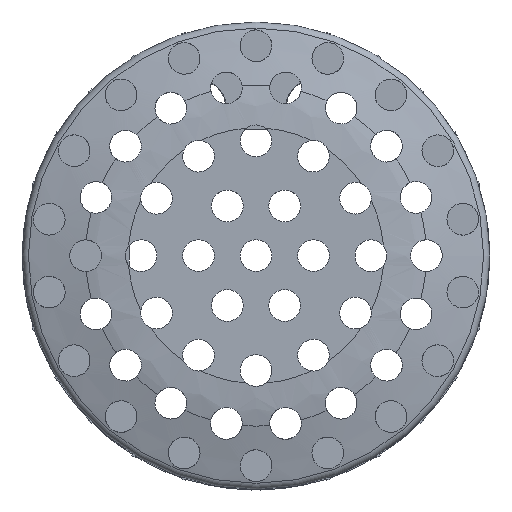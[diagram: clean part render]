
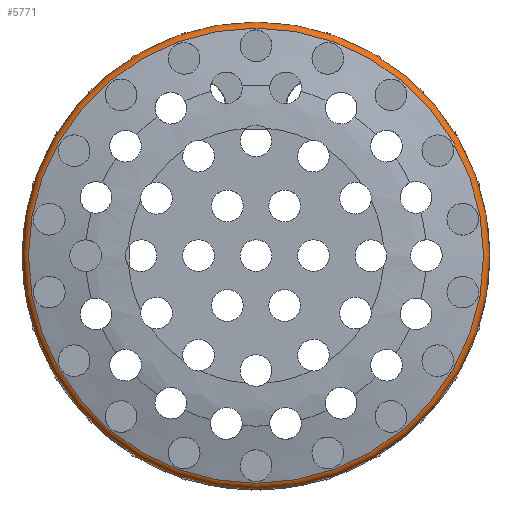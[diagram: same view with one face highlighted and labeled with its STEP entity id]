
A CAD part, top view. The second image highlights one B-rep face of the part: STEP entity #5771.
In plain terms, the highlighted toroidal (fillet/blend) face has major radius 569 mm and minor radius 21 mm.
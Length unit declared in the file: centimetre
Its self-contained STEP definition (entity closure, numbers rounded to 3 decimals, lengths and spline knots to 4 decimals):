
#121=TOROIDAL_SURFACE('',#7213,56.9,2.1);
#562=FACE_OUTER_BOUND('',#898,.T.);
#898=EDGE_LOOP('',(#5374,#5375,#5376,#5377,#5378,#5379));
#1146=CIRCLE('',#7107,57.4435);
#1147=CIRCLE('',#7108,57.4435);
#1206=CIRCLE('',#7214,59.);
#1207=CIRCLE('',#7215,2.1);
#1208=CIRCLE('',#7216,59.);
#2165=VERTEX_POINT('',#15036);
#2166=VERTEX_POINT('',#15037);
#2225=VERTEX_POINT('',#16431);
#2226=VERTEX_POINT('',#16432);
#3135=EDGE_CURVE('',#2165,#2166,#1146,.T.);
#3136=EDGE_CURVE('',#2166,#2165,#1147,.T.);
#3276=EDGE_CURVE('',#2225,#2226,#1206,.T.);
#3277=EDGE_CURVE('',#2225,#2165,#1207,.T.);
#3278=EDGE_CURVE('',#2226,#2225,#1208,.T.);
#5374=ORIENTED_EDGE('',*,*,#3276,.F.);
#5375=ORIENTED_EDGE('',*,*,#3277,.T.);
#5376=ORIENTED_EDGE('',*,*,#3135,.T.);
#5377=ORIENTED_EDGE('',*,*,#3136,.T.);
#5378=ORIENTED_EDGE('',*,*,#3277,.F.);
#5379=ORIENTED_EDGE('',*,*,#3278,.F.);
#5771=ADVANCED_FACE('',(#562),#121,.T.);
#7107=AXIS2_PLACEMENT_3D('',#15038,#8556,#8557);
#7108=AXIS2_PLACEMENT_3D('',#15039,#8558,#8559);
#7213=AXIS2_PLACEMENT_3D('',#16430,#8812,#8813);
#7214=AXIS2_PLACEMENT_3D('',#16433,#8814,#8815);
#7215=AXIS2_PLACEMENT_3D('',#16434,#8816,#8817);
#7216=AXIS2_PLACEMENT_3D('',#16435,#8818,#8819);
#8556=DIRECTION('center_axis',(0.,0.,
-1.));
#8557=DIRECTION('ref_axis',(-1.,0.,0.));
#8558=DIRECTION('center_axis',(0.,0.,
-1.));
#8559=DIRECTION('ref_axis',(-1.,0.,0.));
#8812=DIRECTION('center_axis',(0.,0.,
-1.));
#8813=DIRECTION('ref_axis',(0.,1.,0.));
#8814=DIRECTION('center_axis',(0.,0.,
-1.));
#8815=DIRECTION('ref_axis',(-1.,0.,0.));
#8816=DIRECTION('center_axis',(-1.,0.,0.));
#8817=DIRECTION('ref_axis',(0.,-1.,0.));
#8818=DIRECTION('center_axis',(0.,0.,
-1.));
#8819=DIRECTION('ref_axis',(-1.,0.,0.));
#15036=CARTESIAN_POINT('',(0.,-57.4435,96.7171));
#15037=CARTESIAN_POINT('',(57.4435,0.,96.7171));
#15038=CARTESIAN_POINT('Origin',(0.,0.,
96.7171));
#15039=CARTESIAN_POINT('Origin',(0.,0.,
96.7171));
#16430=CARTESIAN_POINT('Origin',(0.,0.,
94.6886));
#16431=CARTESIAN_POINT('',(0.,-59.,94.6886));
#16432=CARTESIAN_POINT('',(59.,0.,94.6886));
#16433=CARTESIAN_POINT('Origin',(0.,0.,
94.6886));
#16434=CARTESIAN_POINT('Origin',(0.,-56.9,94.6886));
#16435=CARTESIAN_POINT('Origin',(0.,0.,
94.6886));
